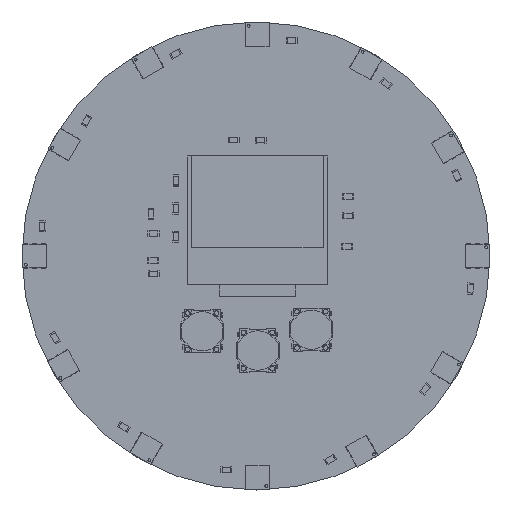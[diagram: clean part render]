
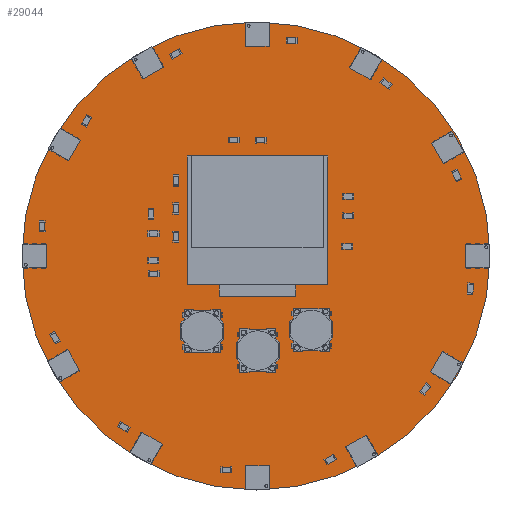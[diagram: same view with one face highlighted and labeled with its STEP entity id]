
A CAD part, top view. The second image highlights one B-rep face of the part: STEP entity #29044.
In plain terms, the highlighted planar face has unit normal (0, 0, 1).
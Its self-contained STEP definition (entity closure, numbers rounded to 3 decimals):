
#29009 = VERTEX_POINT('',#29010);
#29010 = CARTESIAN_POINT('',(118.044,49.657,0.));
#29016 = EDGE_CURVE('',#29009,#29009,#29017,.T.);
#29017 = CIRCLE('',#29018,20.);
#29018 = AXIS2_PLACEMENT_3D('',#29019,#29020,#29021);
#29019 = CARTESIAN_POINT('',(98.044,49.657,0.));
#29020 = DIRECTION('',(0.,0.,1.));
#29021 = DIRECTION('',(1.,0.,0.));
#29044 = ADVANCED_FACE('',(#29045),#29048,.F.);
#29045 = FACE_BOUND('',#29046,.T.);
#29046 = EDGE_LOOP('',(#29047));
#29047 = ORIENTED_EDGE('',*,*,#29016,.T.);
#29048 = PLANE('',#29049);
#29049 = AXIS2_PLACEMENT_3D('',#29050,#29051,#29052);
#29050 = CARTESIAN_POINT('',(118.044,49.657,0.));
#29051 = DIRECTION('',(0.,0.,-1.));
#29052 = DIRECTION('',(-1.,0.,0.));
